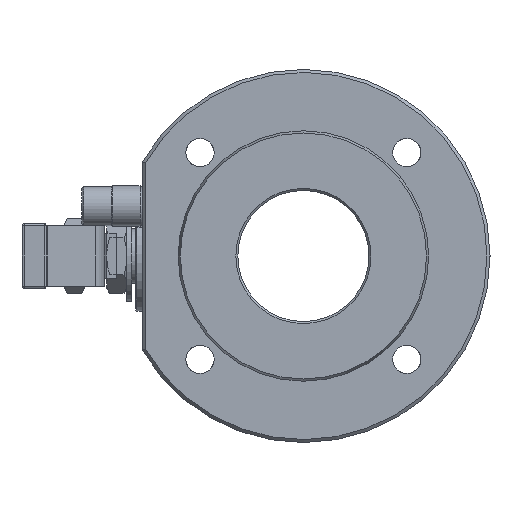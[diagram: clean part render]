
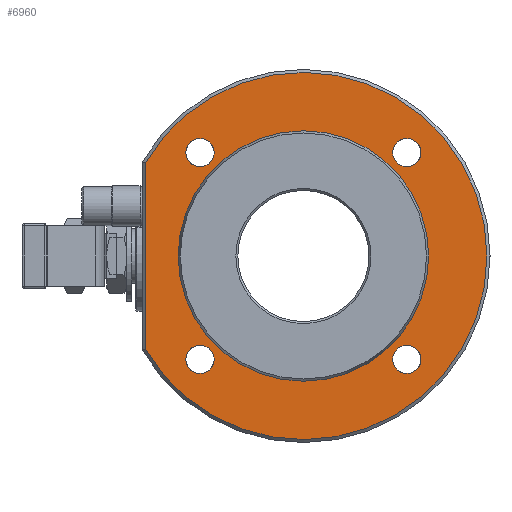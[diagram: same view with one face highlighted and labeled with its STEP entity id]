
A CAD part, left-side view. The second image highlights one B-rep face of the part: STEP entity #6960.
In plain terms, the highlighted planar face has unit normal (-1, 0, 0).
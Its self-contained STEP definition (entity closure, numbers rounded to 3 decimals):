
#126=PLANE('',#7397);
#390=LINE('',#12634,#705);
#705=VECTOR('',#8422,1000.);
#1935=ORIENTED_EDGE('',*,*,#2925,.T.);
#1936=ORIENTED_EDGE('',*,*,#2540,.T.);
#1937=ORIENTED_EDGE('',*,*,#2468,.F.);
#1938=ORIENTED_EDGE('',*,*,#2471,.F.);
#1939=ORIENTED_EDGE('',*,*,#2474,.F.);
#1940=ORIENTED_EDGE('',*,*,#2477,.F.);
#1941=ORIENTED_EDGE('',*,*,#2548,.F.);
#2468=EDGE_CURVE('',#3179,#3179,#3631,.T.);
#2471=EDGE_CURVE('',#3182,#3182,#3633,.T.);
#2474=EDGE_CURVE('',#3185,#3185,#3635,.T.);
#2477=EDGE_CURVE('',#3188,#3188,#3637,.T.);
#2540=EDGE_CURVE('',#3254,#3255,#3692,.T.);
#2548=EDGE_CURVE('',#3260,#3260,#3698,.T.);
#2925=EDGE_CURVE('',#3255,#3254,#390,.T.);
#3179=VERTEX_POINT('',#8950);
#3182=VERTEX_POINT('',#8962);
#3185=VERTEX_POINT('',#8974);
#3188=VERTEX_POINT('',#8986);
#3254=VERTEX_POINT('',#9157);
#3255=VERTEX_POINT('',#9158);
#3260=VERTEX_POINT('',#9174);
#3631=CIRCLE('',#7090,7.);
#3633=CIRCLE('',#7093,7.);
#3635=CIRCLE('',#7096,7.);
#3637=CIRCLE('',#7099,7.);
#3692=CIRCLE('',#7182,91.);
#3698=CIRCLE('',#7191,62.092);
#4100=EDGE_LOOP('',(#1935,#1936));
#4101=EDGE_LOOP('',(#1937));
#4102=EDGE_LOOP('',(#1938));
#4103=EDGE_LOOP('',(#1939));
#4104=EDGE_LOOP('',(#1940));
#4105=EDGE_LOOP('',(#1941));
#4469=FACE_BOUND('',#4100,.T.);
#4470=FACE_BOUND('',#4101,.T.);
#4471=FACE_BOUND('',#4102,.T.);
#4472=FACE_BOUND('',#4103,.T.);
#4473=FACE_BOUND('',#4104,.T.);
#4474=FACE_BOUND('',#4105,.T.);
#6960=ADVANCED_FACE('',(#4469,#4470,#4471,#4472,#4473,#4474),#126,.F.);
#7090=AXIS2_PLACEMENT_3D('',#8949,#7609,#7610);
#7093=AXIS2_PLACEMENT_3D('',#8961,#7615,#7616);
#7096=AXIS2_PLACEMENT_3D('',#8973,#7621,#7622);
#7099=AXIS2_PLACEMENT_3D('',#8985,#7627,#7628);
#7182=AXIS2_PLACEMENT_3D('',#9156,#7797,#7798);
#7191=AXIS2_PLACEMENT_3D('',#9173,#7817,#7818);
#7397=AXIS2_PLACEMENT_3D('',#12633,#8420,#8421);
#7609=DIRECTION('',(-1.,0.,0.));
#7610=DIRECTION('',(0.,0.,1.));
#7615=DIRECTION('',(-1.,0.,0.));
#7616=DIRECTION('',(0.,0.,1.));
#7621=DIRECTION('',(-1.,0.,0.));
#7622=DIRECTION('',(0.,0.,1.));
#7627=DIRECTION('',(-1.,0.,0.));
#7628=DIRECTION('',(0.,0.,1.));
#7797=DIRECTION('',(-1.,0.,0.));
#7798=DIRECTION('',(0.,0.,-1.));
#7817=DIRECTION('',(-1.,0.,0.));
#7818=DIRECTION('',(0.,0.,1.));
#8420=DIRECTION('',(1.,0.,0.));
#8421=DIRECTION('',(0.,1.,0.));
#8422=DIRECTION('',(0.,0.,-1.));
#8949=CARTESIAN_POINT('',(-44.5,-51.265,51.265));
#8950=CARTESIAN_POINT('',(-44.5,-51.265,58.265));
#8961=CARTESIAN_POINT('',(-44.5,-51.265,-51.265));
#8962=CARTESIAN_POINT('',(-44.5,-51.265,-44.265));
#8973=CARTESIAN_POINT('',(-44.5,51.265,-51.265));
#8974=CARTESIAN_POINT('',(-44.5,51.265,-44.265));
#8985=CARTESIAN_POINT('',(-44.5,51.265,51.265));
#8986=CARTESIAN_POINT('',(-44.5,51.265,58.265));
#9156=CARTESIAN_POINT('',(-44.5,0.,0.));
#9157=CARTESIAN_POINT('',(-44.5,78.5,-46.03));
#9158=CARTESIAN_POINT('',(-44.5,78.5,46.03));
#9173=CARTESIAN_POINT('',(-44.5,0.,0.));
#9174=CARTESIAN_POINT('',(-44.5,0.,62.092));
#12633=CARTESIAN_POINT('',(-44.5,-92.5,0.));
#12634=CARTESIAN_POINT('',(-44.5,78.5,0.));
